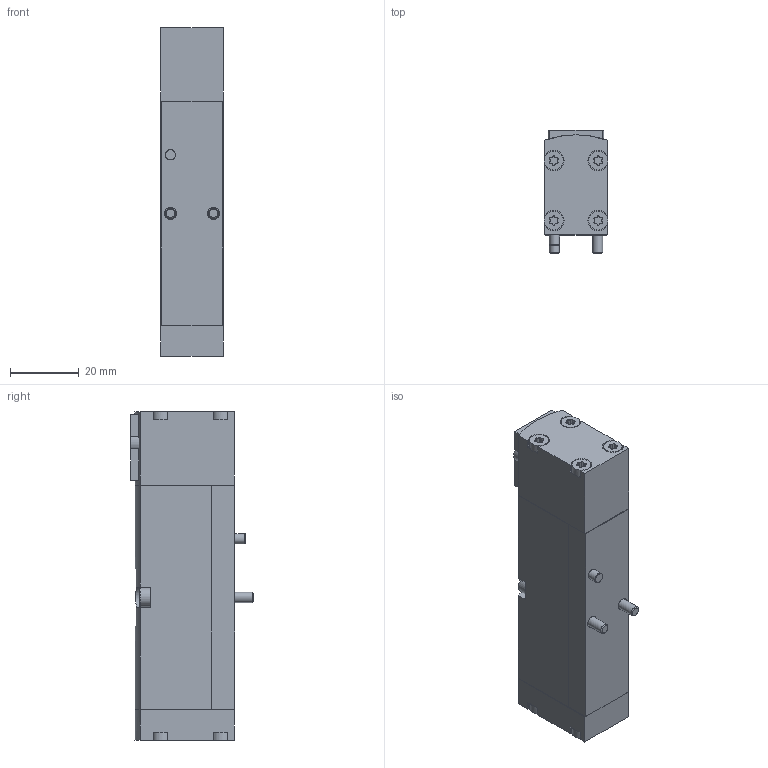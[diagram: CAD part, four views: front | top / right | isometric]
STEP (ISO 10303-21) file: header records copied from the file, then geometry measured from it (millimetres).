
FILE_DESCRIPTION(/* description */ ('STEP AP214'),/* implementation_level */ '2;1');
FILE_NAME(/* name */ '546742_VSVA-B-M52-M-A2-P1',/* time_stamp */ '2024-09-17T07:21:45+02:00',/* author */ ('License CC BY-ND 4.0'),/* organization */ ('CADENAS'),/* preprocessor_version */ 'ST-DEVELOPER v19.3',/* originating_system */ 'PARTsolutions',/* authorisation */ ' ');
FILE_SCHEMA (('AUTOMOTIVE_DESIGN {1 0 10303 214 3 1 1}'));
Length unit declared in the file: millimetre
Products named in the file (1): 546742 VSVA-B-M52-M-A2-P1
Bounding box: 18.4 x 35.7 x 95.4 mm (x, y, z)
Volume: 48689.3 mm3; surface area: 12212.1 mm2
Topology: 1 solids, 1 shells, 275 faces, 728 edges, 477 vertices
Faces by surface type: cylinder 143, plane 123, cone 9
Full cylindrical faces by diameter (mm): 1.8 x3, 2.459 x2, 3 x3, 3.5 x2, 5.5 x10
Entity records: 10303 total; most frequent: DIRECTION 1524, CARTESIAN_POINT 1488, ORIENTED_EDGE 1366, EDGE_CURVE 683, AXIS2_PLACEMENT_3D 581, VERTEX_POINT 461, LINE 362, VECTOR 362
